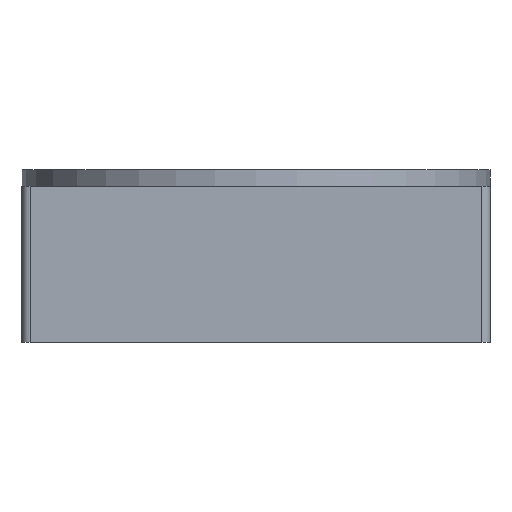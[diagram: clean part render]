
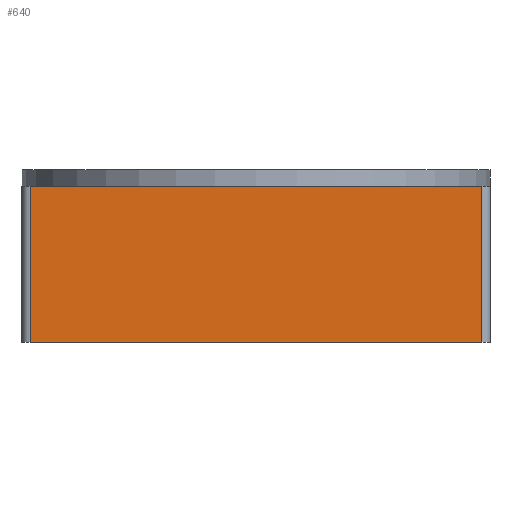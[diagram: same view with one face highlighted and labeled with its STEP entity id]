
A CAD part, left-side view. The second image highlights one B-rep face of the part: STEP entity #640.
In plain terms, the highlighted planar face has unit normal (-1, 0, 0).
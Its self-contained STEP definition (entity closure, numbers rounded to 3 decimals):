
#32 = PLANE('',#33);
#33 = AXIS2_PLACEMENT_3D('',#34,#35,#36);
#34 = CARTESIAN_POINT('',(1.885,-0.722,19.));
#35 = DIRECTION('',(0.,0.,-1.));
#36 = DIRECTION('',(-1.,0.,0.));
#118 = VERTEX_POINT('',#119);
#119 = CARTESIAN_POINT('',(-34.,-27.5,19.));
#138 = CYLINDRICAL_SURFACE('',#139,1.);
#139 = AXIS2_PLACEMENT_3D('',#140,#141,#142);
#140 = CARTESIAN_POINT('',(-33.,-27.5,0.));
#141 = DIRECTION('',(0.,0.,1.));
#142 = DIRECTION('',(-1.,0.,0.));
#150 = EDGE_CURVE('',#151,#118,#153,.T.);
#151 = VERTEX_POINT('',#152);
#152 = CARTESIAN_POINT('',(-34.,27.5,19.));
#153 = SURFACE_CURVE('',#154,(#158,#165),.PCURVE_S1.);
#154 = LINE('',#155,#156);
#155 = CARTESIAN_POINT('',(-34.,-14.611,19.));
#156 = VECTOR('',#157,1.);
#157 = DIRECTION('',(-0.,-1.,-0.));
#158 = PCURVE('',#32,#159);
#159 = DEFINITIONAL_REPRESENTATION('',(#160),#164);
#160 = LINE('',#161,#162);
#161 = CARTESIAN_POINT('',(35.885,-13.889));
#162 = VECTOR('',#163,1.);
#163 = DIRECTION('',(0.,-1.));
#164 = ( GEOMETRIC_REPRESENTATION_CONTEXT(2) 
PARAMETRIC_REPRESENTATION_CONTEXT() REPRESENTATION_CONTEXT('2D SPACE',''
  ) );
#165 = PCURVE('',#166,#171);
#166 = PLANE('',#167);
#167 = AXIS2_PLACEMENT_3D('',#168,#169,#170);
#168 = CARTESIAN_POINT('',(-34.,-28.5,0.));
#169 = DIRECTION('',(-1.,0.,0.));
#170 = DIRECTION('',(0.,1.,0.));
#171 = DEFINITIONAL_REPRESENTATION('',(#172),#176);
#172 = LINE('',#173,#174);
#173 = CARTESIAN_POINT('',(13.889,-19.));
#174 = VECTOR('',#175,1.);
#175 = DIRECTION('',(-1.,0.));
#176 = ( GEOMETRIC_REPRESENTATION_CONTEXT(2) 
PARAMETRIC_REPRESENTATION_CONTEXT() REPRESENTATION_CONTEXT('2D SPACE',''
  ) );
#197 = CYLINDRICAL_SURFACE('',#198,1.);
#198 = AXIS2_PLACEMENT_3D('',#199,#200,#201);
#199 = CARTESIAN_POINT('',(-33.,27.5,0.));
#200 = DIRECTION('',(0.,0.,1.));
#201 = DIRECTION('',(0.,1.,0.));
#292 = PLANE('',#293);
#293 = AXIS2_PLACEMENT_3D('',#294,#295,#296);
#294 = CARTESIAN_POINT('',(0.,0.,0.));
#295 = DIRECTION('',(-0.,-0.,-1.));
#296 = DIRECTION('',(-1.,0.,0.));
#500 = VERTEX_POINT('',#501);
#501 = CARTESIAN_POINT('',(-34.,27.5,0.));
#527 = EDGE_CURVE('',#500,#151,#528,.T.);
#528 = SURFACE_CURVE('',#529,(#533,#540),.PCURVE_S1.);
#529 = LINE('',#530,#531);
#530 = CARTESIAN_POINT('',(-34.,27.5,0.));
#531 = VECTOR('',#532,1.);
#532 = DIRECTION('',(0.,0.,1.));
#533 = PCURVE('',#197,#534);
#534 = DEFINITIONAL_REPRESENTATION('',(#535),#539);
#535 = LINE('',#536,#537);
#536 = CARTESIAN_POINT('',(1.571,0.));
#537 = VECTOR('',#538,1.);
#538 = DIRECTION('',(0.,1.));
#539 = ( GEOMETRIC_REPRESENTATION_CONTEXT(2) 
PARAMETRIC_REPRESENTATION_CONTEXT() REPRESENTATION_CONTEXT('2D SPACE',''
  ) );
#540 = PCURVE('',#166,#541);
#541 = DEFINITIONAL_REPRESENTATION('',(#542),#546);
#542 = LINE('',#543,#544);
#543 = CARTESIAN_POINT('',(56.,0.));
#544 = VECTOR('',#545,1.);
#545 = DIRECTION('',(0.,-1.));
#546 = ( GEOMETRIC_REPRESENTATION_CONTEXT(2) 
PARAMETRIC_REPRESENTATION_CONTEXT() REPRESENTATION_CONTEXT('2D SPACE',''
  ) );
#640 = ADVANCED_FACE('',(#641),#166,.T.);
#641 = FACE_BOUND('',#642,.T.);
#642 = EDGE_LOOP('',(#643,#666,#687,#688));
#643 = ORIENTED_EDGE('',*,*,#644,.F.);
#644 = EDGE_CURVE('',#645,#500,#647,.T.);
#645 = VERTEX_POINT('',#646);
#646 = CARTESIAN_POINT('',(-34.,-27.5,0.));
#647 = SURFACE_CURVE('',#648,(#652,#659),.PCURVE_S1.);
#648 = LINE('',#649,#650);
#649 = CARTESIAN_POINT('',(-34.,-28.5,0.));
#650 = VECTOR('',#651,1.);
#651 = DIRECTION('',(0.,1.,0.));
#652 = PCURVE('',#166,#653);
#653 = DEFINITIONAL_REPRESENTATION('',(#654),#658);
#654 = LINE('',#655,#656);
#655 = CARTESIAN_POINT('',(0.,0.));
#656 = VECTOR('',#657,1.);
#657 = DIRECTION('',(1.,0.));
#658 = ( GEOMETRIC_REPRESENTATION_CONTEXT(2) 
PARAMETRIC_REPRESENTATION_CONTEXT() REPRESENTATION_CONTEXT('2D SPACE',''
  ) );
#659 = PCURVE('',#292,#660);
#660 = DEFINITIONAL_REPRESENTATION('',(#661),#665);
#661 = LINE('',#662,#663);
#662 = CARTESIAN_POINT('',(34.,-28.5));
#663 = VECTOR('',#664,1.);
#664 = DIRECTION('',(0.,1.));
#665 = ( GEOMETRIC_REPRESENTATION_CONTEXT(2) 
PARAMETRIC_REPRESENTATION_CONTEXT() REPRESENTATION_CONTEXT('2D SPACE',''
  ) );
#666 = ORIENTED_EDGE('',*,*,#667,.T.);
#667 = EDGE_CURVE('',#645,#118,#668,.T.);
#668 = SURFACE_CURVE('',#669,(#673,#680),.PCURVE_S1.);
#669 = LINE('',#670,#671);
#670 = CARTESIAN_POINT('',(-34.,-27.5,0.));
#671 = VECTOR('',#672,1.);
#672 = DIRECTION('',(0.,0.,1.));
#673 = PCURVE('',#166,#674);
#674 = DEFINITIONAL_REPRESENTATION('',(#675),#679);
#675 = LINE('',#676,#677);
#676 = CARTESIAN_POINT('',(1.,0.));
#677 = VECTOR('',#678,1.);
#678 = DIRECTION('',(0.,-1.));
#679 = ( GEOMETRIC_REPRESENTATION_CONTEXT(2) 
PARAMETRIC_REPRESENTATION_CONTEXT() REPRESENTATION_CONTEXT('2D SPACE',''
  ) );
#680 = PCURVE('',#138,#681);
#681 = DEFINITIONAL_REPRESENTATION('',(#682),#686);
#682 = LINE('',#683,#684);
#683 = CARTESIAN_POINT('',(0.,0.));
#684 = VECTOR('',#685,1.);
#685 = DIRECTION('',(0.,1.));
#686 = ( GEOMETRIC_REPRESENTATION_CONTEXT(2) 
PARAMETRIC_REPRESENTATION_CONTEXT() REPRESENTATION_CONTEXT('2D SPACE',''
  ) );
#687 = ORIENTED_EDGE('',*,*,#150,.F.);
#688 = ORIENTED_EDGE('',*,*,#527,.F.);
